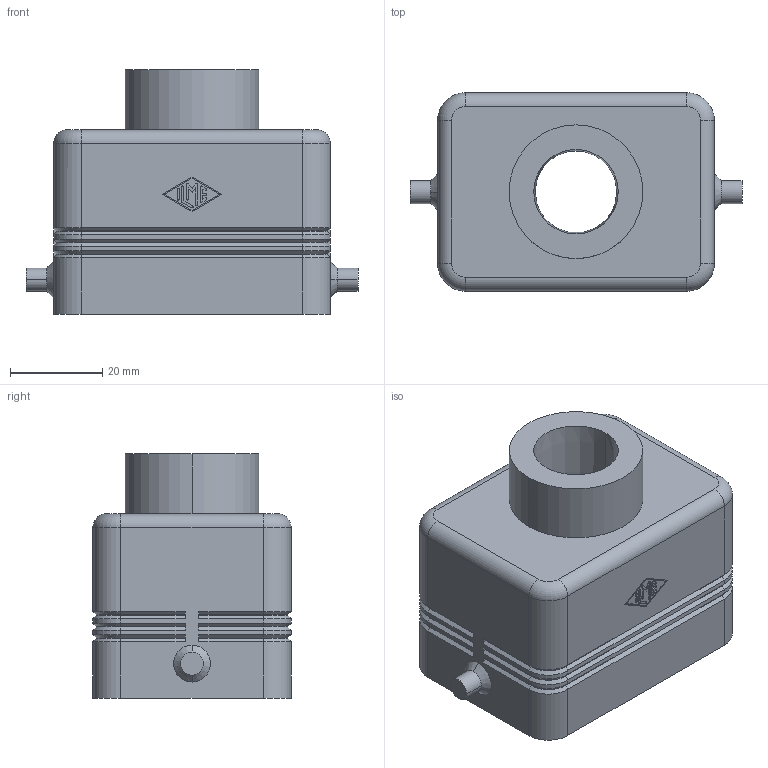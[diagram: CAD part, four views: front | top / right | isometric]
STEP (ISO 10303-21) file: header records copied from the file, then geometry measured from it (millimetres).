
FILE_DESCRIPTION(('Creo Elements/Direct Modeling STEP Export'),'2;1');
FILE_NAME('CHVT_06_4_L.stp','2012-12-19T 8:46:00',(''),(''),'Creo Elements/Direct Modeling STEP processor for AP214 (Solid Model)','Creo Elements/Direct Modeling 18.0B 02-Dec-2011 (C) Parametric Technology GmbH','');
FILE_SCHEMA(('AUTOMOTIVE_DESIGN { 1 0 10303 214 1 1 1 1 }'));
Length unit declared in the file: millimetre
Products named in the file (1): MSBO5169
Bounding box: 72 x 43 x 53 mm (x, y, z)
Volume: 39977.8 mm3; surface area: 21642.1 mm2
Topology: 1 solids, 1 shells, 257 faces, 625 edges, 380 vertices
Faces by surface type: plane 139, cylinder 76, cone 38, torus 4
Entity records: 9207 total; most frequent: ORIENTED_EDGE 1234, DIRECTION 1227, CARTESIAN_POINT 1211, EDGE_CURVE 617, VECTOR 435, LINE 435, AXIS2_PLACEMENT_3D 396, VERTEX_POINT 380
